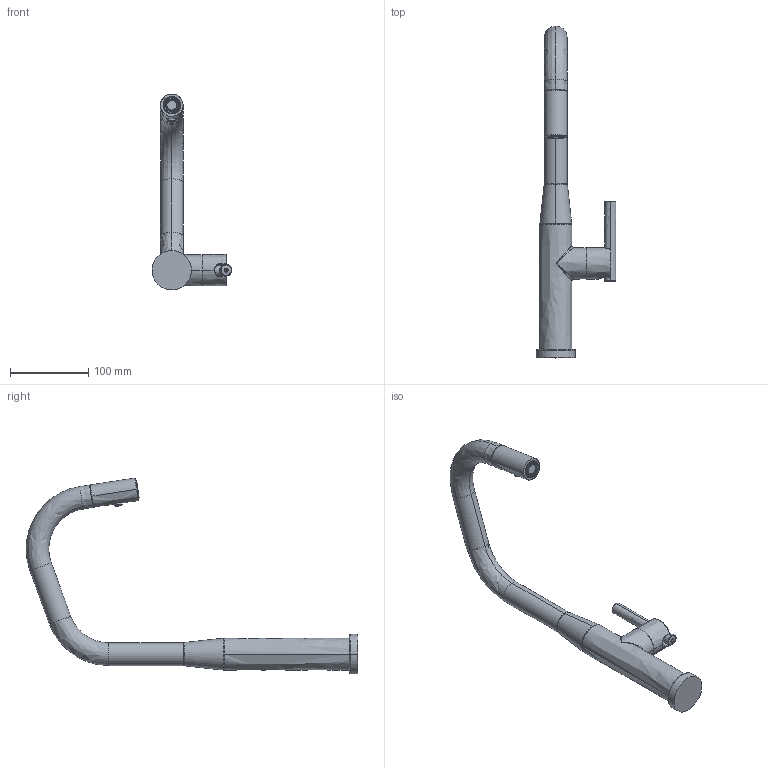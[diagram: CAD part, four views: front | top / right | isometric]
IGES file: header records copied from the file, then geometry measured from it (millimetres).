
Start section:  PTC IGES file: 1400-5143_IGES.igs
Global section: file name: 1400-5143_IGES.igs; native system: Creo Parametric by PTC Inc.; preprocessor: 2019352; author: nehatek; organization: Unknown; date: 20230217.185634; units: inch
Bounding box: 101.79 x 422.87 x 249.57 mm (x, y, z)
Surface area: 87084.9 mm2 (no closed solid volume)
Topology: 0 solids, 0 shells, 297 faces, 1460 edges, 1456 vertices
Faces by surface type: revolution 156, bspline 141
